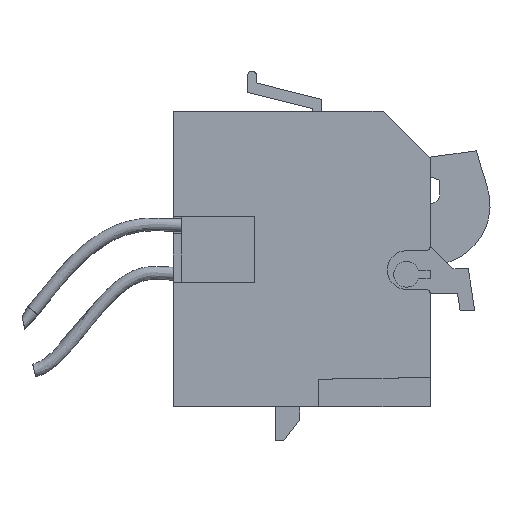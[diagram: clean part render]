
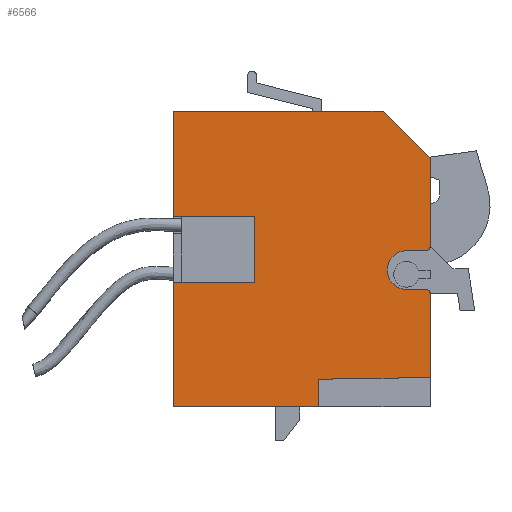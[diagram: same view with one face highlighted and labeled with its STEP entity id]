
A CAD part, top view. The second image highlights one B-rep face of the part: STEP entity #6566.
In plain terms, the highlighted planar face has unit normal (0, 0, 1).
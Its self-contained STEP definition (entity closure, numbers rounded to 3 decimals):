
#11 = ORIENTED_EDGE ( 'NONE', *, *, #3492, .F. ) ;
#111 = ORIENTED_EDGE ( 'NONE', *, *, #1395, .F. ) ;
#158 = DIRECTION ( 'NONE',  ( 0., 0., 1. ) ) ;
#329 = VERTEX_POINT ( 'NONE', #5526 ) ;
#369 = VERTEX_POINT ( 'NONE', #7262 ) ;
#380 = EDGE_CURVE ( 'NONE', #6094, #369, #1420, .T. ) ;
#421 = VECTOR ( 'NONE', #2368, 1000. ) ;
#449 = DIRECTION ( 'NONE',  ( -1., 0., 0. ) ) ;
#502 = EDGE_CURVE ( 'NONE', #329, #3683, #2477, .T. ) ;
#564 = LINE ( 'NONE', #3431, #2816 ) ;
#627 = CARTESIAN_POINT ( 'NONE',  ( 17., -34.5, 0. ) ) ;
#637 = CARTESIAN_POINT ( 'NONE',  ( 0., 0., 0. ) ) ;
#641 = DIRECTION ( 'NONE',  ( 0., 1., 0. ) ) ;
#669 = DIRECTION ( 'NONE',  ( -0.707, 0.707, 0. ) ) ;
#702 = CARTESIAN_POINT ( 'NONE',  ( 0., -12.3, 0. ) ) ;
#724 = PLANE ( 'NONE',  #3330 ) ;
#755 = LINE ( 'NONE', #836, #7042 ) ;
#780 = VECTOR ( 'NONE', #4954, 1000. ) ;
#791 = ORIENTED_EDGE ( 'NONE', *, *, #1661, .F. ) ;
#812 = VERTEX_POINT ( 'NONE', #840 ) ;
#836 = CARTESIAN_POINT ( 'NONE',  ( 27.25, -16.3, 0. ) ) ;
#840 = CARTESIAN_POINT ( 'NONE',  ( 24.5, 0., 0. ) ) ;
#842 = DIRECTION ( 'NONE',  ( 1., 0., 0. ) ) ;
#864 = CARTESIAN_POINT ( 'NONE',  ( 29.5, -16.3, 0. ) ) ;
#941 = CARTESIAN_POINT ( 'NONE',  ( 9.5, -20., 0. ) ) ;
#960 = LINE ( 'NONE', #4229, #2457 ) ;
#1005 = ORIENTED_EDGE ( 'NONE', *, *, #2566, .F. ) ;
#1032 = VECTOR ( 'NONE', #3222, 1000. ) ;
#1201 = LINE ( 'NONE', #2403, #3094 ) ;
#1342 = DIRECTION ( 'NONE',  ( 1., 0., 0. ) ) ;
#1360 = EDGE_CURVE ( 'NONE', #3664, #2561, #2999, .T. ) ;
#1395 = EDGE_CURVE ( 'NONE', #5905, #4374, #4266, .T. ) ;
#1420 = LINE ( 'NONE', #7223, #3361 ) ;
#1508 = DIRECTION ( 'NONE',  ( 1., 0., 0. ) ) ;
#1524 = VECTOR ( 'NONE', #641, 1000. ) ;
#1649 = DIRECTION ( 'NONE',  ( 1., 0., 0. ) ) ;
#1661 = EDGE_CURVE ( 'NONE', #6094, #5035, #6487, .T. ) ;
#1708 = VECTOR ( 'NONE', #4740, 1000. ) ;
#1761 = ORIENTED_EDGE ( 'NONE', *, *, #6260, .T. ) ;
#1766 = CARTESIAN_POINT ( 'NONE',  ( 27.25, -18.55, 0. ) ) ;
#1796 = VERTEX_POINT ( 'NONE', #6720 ) ;
#1955 = LINE ( 'NONE', #2928, #2605 ) ;
#1989 = AXIS2_PLACEMENT_3D ( 'NONE', #2593, #6541, #1508 ) ;
#2008 = CARTESIAN_POINT ( 'NONE',  ( 30., -15.8, 0. ) ) ;
#2084 = DIRECTION ( 'NONE',  ( 1., 0., 0. ) ) ;
#2140 = AXIS2_PLACEMENT_3D ( 'NONE', #7336, #6161, #1649 ) ;
#2194 = VERTEX_POINT ( 'NONE', #2008 ) ;
#2214 = EDGE_CURVE ( 'NONE', #2194, #3972, #3659, .T. ) ;
#2254 = EDGE_CURVE ( 'NONE', #5558, #5905, #755, .T. ) ;
#2316 = CARTESIAN_POINT ( 'NONE',  ( 17., -31.3, 0. ) ) ;
#2317 = DIRECTION ( 'NONE',  ( 0., 0., 1. ) ) ;
#2368 = DIRECTION ( 'NONE',  ( 0., -1., 0. ) ) ;
#2403 = CARTESIAN_POINT ( 'NONE',  ( 0., -34.5, 0. ) ) ;
#2457 = VECTOR ( 'NONE', #2084, 1000. ) ;
#2459 = VECTOR ( 'NONE', #4622, 1000. ) ;
#2477 = LINE ( 'NONE', #4215, #1708 ) ;
#2493 = DIRECTION ( 'NONE',  ( -1., 0., 0. ) ) ;
#2557 = ORIENTED_EDGE ( 'NONE', *, *, #2254, .F. ) ;
#2561 = VERTEX_POINT ( 'NONE', #4565 ) ;
#2566 = EDGE_CURVE ( 'NONE', #5035, #7259, #564, .T. ) ;
#2593 = CARTESIAN_POINT ( 'NONE',  ( 29.5, -21.3, 0. ) ) ;
#2605 = VECTOR ( 'NONE', #669, 1000. ) ;
#2678 = EDGE_CURVE ( 'NONE', #6822, #2561, #5234, .T. ) ;
#2803 = LINE ( 'NONE', #7397, #5849 ) ;
#2816 = VECTOR ( 'NONE', #6852, 1000. ) ;
#2913 = ORIENTED_EDGE ( 'NONE', *, *, #4603, .T. ) ;
#2928 = CARTESIAN_POINT ( 'NONE',  ( 24.5, 0., 0. ) ) ;
#2999 = LINE ( 'NONE', #702, #2459 ) ;
#3003 = ORIENTED_EDGE ( 'NONE', *, *, #2678, .T. ) ;
#3015 = ORIENTED_EDGE ( 'NONE', *, *, #502, .T. ) ;
#3063 = CARTESIAN_POINT ( 'NONE',  ( 30., -5.5, 0. ) ) ;
#3094 = VECTOR ( 'NONE', #4219, 1000. ) ;
#3111 = CARTESIAN_POINT ( 'NONE',  ( 17., -31.3, 0. ) ) ;
#3222 = DIRECTION ( 'NONE',  ( 0., 1., 0. ) ) ;
#3330 = AXIS2_PLACEMENT_3D ( 'NONE', #5319, #158, #842 ) ;
#3361 = VECTOR ( 'NONE', #3715, 1000. ) ;
#3431 = CARTESIAN_POINT ( 'NONE',  ( 17., -34.5, 0. ) ) ;
#3492 = EDGE_CURVE ( 'NONE', #4374, #1796, #960, .T. ) ;
#3544 = CIRCLE ( 'NONE', #1989, 0.5 ) ;
#3603 = DIRECTION ( 'NONE',  ( 1., 0., 0. ) ) ;
#3659 = LINE ( 'NONE', #3063, #1032 ) ;
#3664 = VERTEX_POINT ( 'NONE', #4121 ) ;
#3683 = VERTEX_POINT ( 'NONE', #5922 ) ;
#3715 = DIRECTION ( 'NONE',  ( 0., 1., 0. ) ) ;
#3972 = VERTEX_POINT ( 'NONE', #5195 ) ;
#4035 = LINE ( 'NONE', #5833, #1524 ) ;
#4089 = VERTEX_POINT ( 'NONE', #941 ) ;
#4121 = CARTESIAN_POINT ( 'NONE',  ( 9.5, -12.3, 0. ) ) ;
#4135 = CARTESIAN_POINT ( 'NONE',  ( 30., -31.1, 0. ) ) ;
#4169 = LINE ( 'NONE', #6460, #4648 ) ;
#4215 = CARTESIAN_POINT ( 'NONE',  ( 0., 0., 0. ) ) ;
#4219 = DIRECTION ( 'NONE',  ( 1., 0., 0. ) ) ;
#4229 = CARTESIAN_POINT ( 'NONE',  ( 30., -20.8, 0. ) ) ;
#4234 = FACE_OUTER_BOUND ( 'NONE', #5759, .T. ) ;
#4266 = CIRCLE ( 'NONE', #7033, 2.25 ) ;
#4334 = ORIENTED_EDGE ( 'NONE', *, *, #380, .T. ) ;
#4374 = VERTEX_POINT ( 'NONE', #4669 ) ;
#4565 = CARTESIAN_POINT ( 'NONE',  ( 0., -12.3, 0. ) ) ;
#4593 = CARTESIAN_POINT ( 'NONE',  ( 27.25, -16.3, 0. ) ) ;
#4603 = EDGE_CURVE ( 'NONE', #369, #1796, #3544, .T. ) ;
#4622 = DIRECTION ( 'NONE',  ( -1., 0., 0. ) ) ;
#4648 = VECTOR ( 'NONE', #3603, 1000. ) ;
#4669 = CARTESIAN_POINT ( 'NONE',  ( 27.25, -20.8, 0. ) ) ;
#4740 = DIRECTION ( 'NONE',  ( 0., -1., 0. ) ) ;
#4954 = DIRECTION ( 'NONE',  ( -1., -0.015, 0. ) ) ;
#5035 = VERTEX_POINT ( 'NONE', #2316 ) ;
#5054 = EDGE_CURVE ( 'NONE', #329, #4089, #4169, .T. ) ;
#5195 = CARTESIAN_POINT ( 'NONE',  ( 30., -5.5, 0. ) ) ;
#5234 = LINE ( 'NONE', #637, #421 ) ;
#5319 = CARTESIAN_POINT ( 'NONE',  ( 0., 0., 0. ) ) ;
#5376 = CIRCLE ( 'NONE', #2140, 0.5 ) ;
#5523 = EDGE_CURVE ( 'NONE', #3683, #7259, #1201, .T. ) ;
#5526 = CARTESIAN_POINT ( 'NONE',  ( 0., -20., 0. ) ) ;
#5558 = VERTEX_POINT ( 'NONE', #864 ) ;
#5570 = ORIENTED_EDGE ( 'NONE', *, *, #6627, .F. ) ;
#5759 = EDGE_LOOP ( 'NONE', ( #2557, #7435, #6657, #6027, #1761, #3003, #6757, #5570, #7064, #3015, #7157, #1005, #791, #4334, #2913, #11, #111 ) ) ;
#5833 = CARTESIAN_POINT ( 'NONE',  ( 9.5, -12.3, 0. ) ) ;
#5849 = VECTOR ( 'NONE', #449, 1000. ) ;
#5905 = VERTEX_POINT ( 'NONE', #4593 ) ;
#5922 = CARTESIAN_POINT ( 'NONE',  ( 0., -34.5, 0. ) ) ;
#6019 = EDGE_CURVE ( 'NONE', #3972, #812, #1955, .T. ) ;
#6027 = ORIENTED_EDGE ( 'NONE', *, *, #6019, .T. ) ;
#6094 = VERTEX_POINT ( 'NONE', #4135 ) ;
#6161 = DIRECTION ( 'NONE',  ( 0., 0., 1. ) ) ;
#6180 = EDGE_CURVE ( 'NONE', #5558, #2194, #5376, .T. ) ;
#6260 = EDGE_CURVE ( 'NONE', #812, #6822, #2803, .T. ) ;
#6460 = CARTESIAN_POINT ( 'NONE',  ( 0., -20., 0. ) ) ;
#6487 = LINE ( 'NONE', #3111, #780 ) ;
#6541 = DIRECTION ( 'NONE',  ( 0., 0., 1. ) ) ;
#6566 = ADVANCED_FACE ( 'NONE', ( #4234 ), #724, .T. ) ;
#6627 = EDGE_CURVE ( 'NONE', #4089, #3664, #4035, .T. ) ;
#6657 = ORIENTED_EDGE ( 'NONE', *, *, #2214, .T. ) ;
#6720 = CARTESIAN_POINT ( 'NONE',  ( 29.5, -20.8, 0. ) ) ;
#6757 = ORIENTED_EDGE ( 'NONE', *, *, #1360, .F. ) ;
#6822 = VERTEX_POINT ( 'NONE', #7006 ) ;
#6852 = DIRECTION ( 'NONE',  ( 0., -1., 0. ) ) ;
#7006 = CARTESIAN_POINT ( 'NONE',  ( 0., 0., 0. ) ) ;
#7033 = AXIS2_PLACEMENT_3D ( 'NONE', #1766, #2317, #1342 ) ;
#7042 = VECTOR ( 'NONE', #2493, 1000. ) ;
#7064 = ORIENTED_EDGE ( 'NONE', *, *, #5054, .F. ) ;
#7157 = ORIENTED_EDGE ( 'NONE', *, *, #5523, .T. ) ;
#7223 = CARTESIAN_POINT ( 'NONE',  ( 30., -5.5, 0. ) ) ;
#7259 = VERTEX_POINT ( 'NONE', #627 ) ;
#7262 = CARTESIAN_POINT ( 'NONE',  ( 30., -21.3, 0. ) ) ;
#7336 = CARTESIAN_POINT ( 'NONE',  ( 29.5, -15.8, 0. ) ) ;
#7397 = CARTESIAN_POINT ( 'NONE',  ( 0., 0., 0. ) ) ;
#7435 = ORIENTED_EDGE ( 'NONE', *, *, #6180, .T. ) ;
